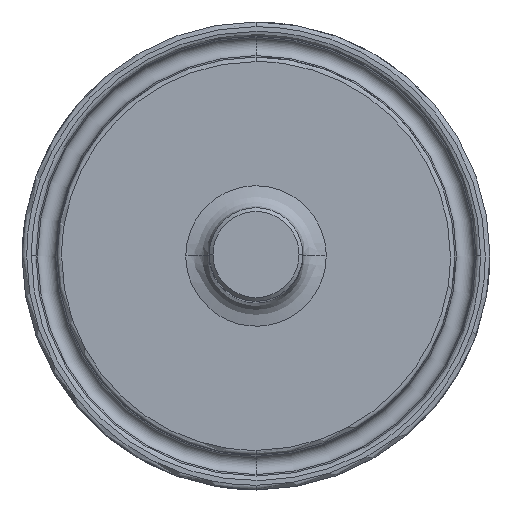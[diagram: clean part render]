
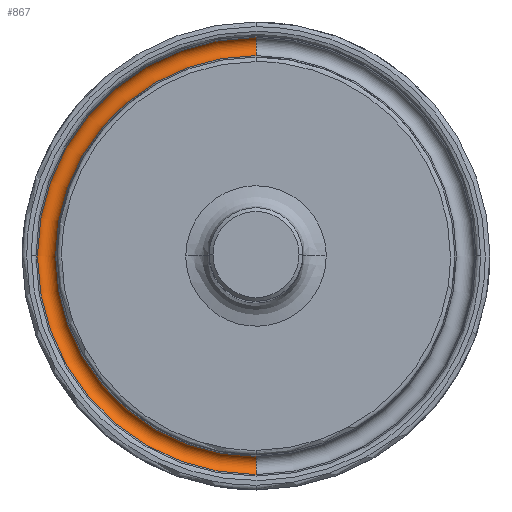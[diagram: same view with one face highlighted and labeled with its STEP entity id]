
A CAD part, top view. The second image highlights one B-rep face of the part: STEP entity #867.
In plain terms, the highlighted toroidal (fillet/blend) face has major radius 28.423 mm and minor radius 1.27 mm.
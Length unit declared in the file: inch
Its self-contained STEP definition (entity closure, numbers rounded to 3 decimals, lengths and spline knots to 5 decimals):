
#8 = ORIENTED_EDGE ( 'NONE', *, *, #1612, .F. ) ;
#108 = CIRCLE ( 'NONE', #214, 0.05 ) ;
#214 = AXIS2_PLACEMENT_3D ( 'NONE', #487, #2189, #2208 ) ;
#252 = CARTESIAN_POINT ( 'NONE',  ( 0., 0., 1.714 ) ) ;
#465 = CARTESIAN_POINT ( 'NONE',  ( 0., -1.16765, 1.70246 ) ) ;
#480 = ORIENTED_EDGE ( 'NONE', *, *, #1987, .F. ) ;
#487 = CARTESIAN_POINT ( 'NONE',  ( 0., 1.119, 1.714 ) ) ;
#536 = ORIENTED_EDGE ( 'NONE', *, *, #2174, .F. ) ;
#558 = CARTESIAN_POINT ( 'NONE',  ( 0., 0., 1.70108 ) ) ;
#595 = EDGE_CURVE ( 'NONE', #1424, #1445, #2153, .T. ) ;
#599 = AXIS2_PLACEMENT_3D ( 'NONE', #558, #2056, #1676 ) ;
#642 = VERTEX_POINT ( 'NONE', #1655 ) ;
#788 = DIRECTION ( 'NONE',  ( 0., 0., -1. ) ) ;
#867 = ADVANCED_FACE ( 'NONE', ( #2223 ), #1027, .F. ) ;
#983 = CARTESIAN_POINT ( 'NONE',  ( 0., -1.0707, 1.70108 ) ) ;
#986 = CARTESIAN_POINT ( 'NONE',  ( 0., 0., 1.70246 ) ) ;
#1014 = DIRECTION ( 'NONE',  ( 0., 1., 0. ) ) ;
#1027 = TOROIDAL_SURFACE ( 'NONE', #1795, 1.119, 0.05 ) ;
#1183 = DIRECTION ( 'NONE',  ( 0., 0., -1. ) ) ;
#1255 = CIRCLE ( 'NONE', #1687, 1.16765 ) ;
#1282 = ORIENTED_EDGE ( 'NONE', *, *, #595, .T. ) ;
#1336 = CIRCLE ( 'NONE', #599, 1.0707 ) ;
#1424 = VERTEX_POINT ( 'NONE', #465 ) ;
#1445 = VERTEX_POINT ( 'NONE', #983 ) ;
#1612 = EDGE_CURVE ( 'NONE', #1775, #1445, #1336, .T. ) ;
#1641 = EDGE_LOOP ( 'NONE', ( #536, #1282, #8, #480 ) ) ;
#1643 = DIRECTION ( 'NONE',  ( 1., 0., 0. ) ) ;
#1655 = CARTESIAN_POINT ( 'NONE',  ( 0., 1.16765, 1.70246 ) ) ;
#1664 = DIRECTION ( 'NONE',  ( 0., 1., 0. ) ) ;
#1676 = DIRECTION ( 'NONE',  ( 0., 1., 0. ) ) ;
#1687 = AXIS2_PLACEMENT_3D ( 'NONE', #986, #1183, #1704 ) ;
#1704 = DIRECTION ( 'NONE',  ( 0., 1., 0. ) ) ;
#1775 = VERTEX_POINT ( 'NONE', #2145 ) ;
#1795 = AXIS2_PLACEMENT_3D ( 'NONE', #252, #788, #1014 ) ;
#1833 = CARTESIAN_POINT ( 'NONE',  ( 0., -1.119, 1.714 ) ) ;
#1967 = AXIS2_PLACEMENT_3D ( 'NONE', #1833, #1643, #1664 ) ;
#1987 = EDGE_CURVE ( 'NONE', #642, #1775, #108, .T. ) ;
#2056 = DIRECTION ( 'NONE',  ( 0., 0., 1. ) ) ;
#2145 = CARTESIAN_POINT ( 'NONE',  ( 0., 1.0707, 1.70108 ) ) ;
#2153 = CIRCLE ( 'NONE', #1967, 0.05 ) ;
#2174 = EDGE_CURVE ( 'NONE', #1424, #642, #1255, .T. ) ;
#2189 = DIRECTION ( 'NONE',  ( -1., 0., 0. ) ) ;
#2208 = DIRECTION ( 'NONE',  ( 0., 0., 1. ) ) ;
#2223 = FACE_OUTER_BOUND ( 'NONE', #1641, .T. ) ;
